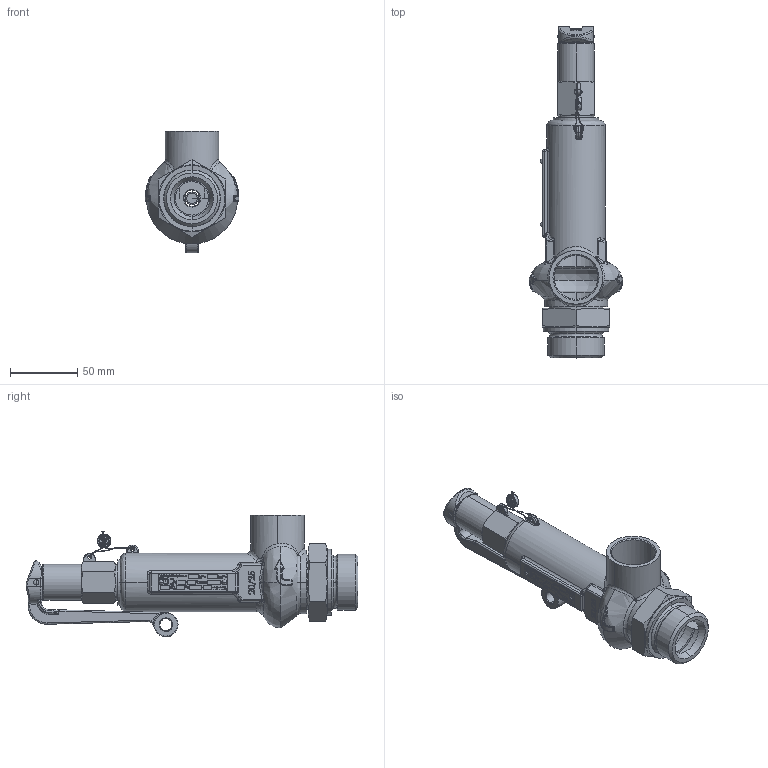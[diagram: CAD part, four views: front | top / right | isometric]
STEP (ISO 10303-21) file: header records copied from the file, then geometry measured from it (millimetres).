
FILE_DESCRIPTION (( 'STEP AP203' ), '1' );
FILE_NAME ('Typ_10-BG_II-head_A-G114-G100.STEP', '2019-09-20T10:33:37', ( '' ), ( '' ), 'SwSTEP 2.0', 'SolidWorks 2016', '' );
FILE_SCHEMA (( 'CONFIG_CONTROL_DESIGN' ));
Products named in the file (1): Typ_10-BG_II-head_A-G114-G100
Bounding box: 70 x 247.34 x 90.54 mm (x, y, z)
Volume: 101418.5 mm3; surface area: 85001.7 mm2
Topology: 29 solids, 29 shells, 1845 faces, 4751 edges, 3006 vertices
Faces by surface type: bspline 779, plane 693, cylinder 305, cone 68
Entity records: 89534 total; most frequent: CARTESIAN_POINT 49961, ORIENTED_EDGE 9424, DIRECTION 6239, EDGE_CURVE 4712, VERTEX_POINT 3006, VECTOR 2217, LINE 2217, AXIS2_PLACEMENT_3D 2011
